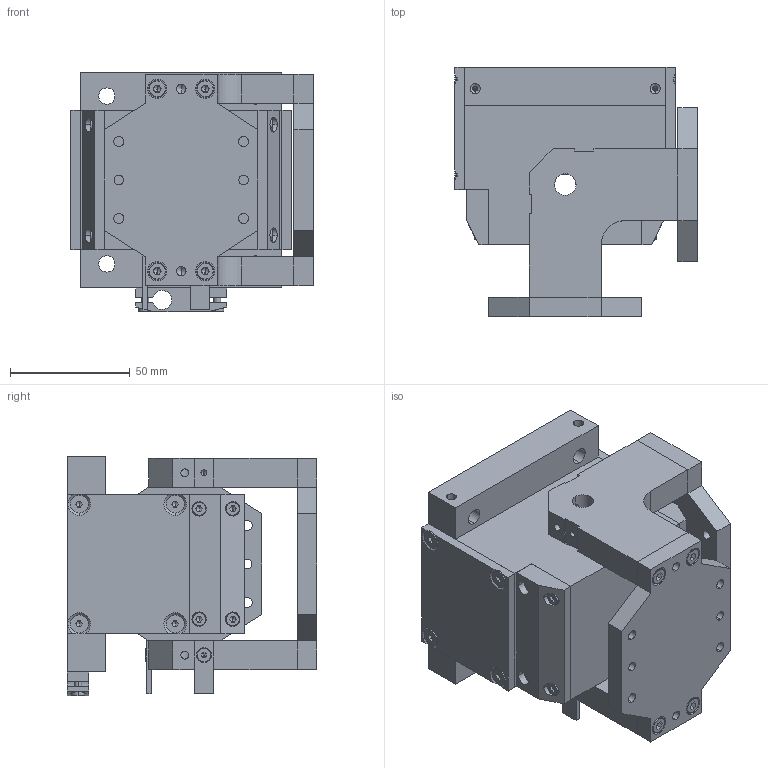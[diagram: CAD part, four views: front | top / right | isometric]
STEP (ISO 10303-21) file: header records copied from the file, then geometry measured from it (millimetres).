
FILE_DESCRIPTION (( 'STEP AP214' ), '1' );
FILE_NAME ('ROS 040.STEP', '2012-03-09T08:20:10', ( 'xw4600' ), ( '' ), 'SwSTEP 2.0', 'SolidWorks 2010', '' );
FILE_SCHEMA (( 'AUTOMOTIVE_DESIGN' ));
Length unit declared in the file: millimetre
Products named in the file (13): DMT-ROS 040-01_Default; DMT-ROS 040-05_Default; DMT-ROS 040-06_Default; DMT-ROS 040-07_Default; DMT-ROS 040-08_Default; DMT-ROS 040-09_Default; DMT-ROS 040-10_Default; SHOCK ABSORBER(MAKS1210A)_Default; BB M4 x 10_PreviewCfg; ISO 10642 - M4 x 5 --- 5N_PreviewCfg; ISO 10642 - M3 x 8 --- 8N_PreviewCfg; BB M3 x 10_PreviewCfg; ROS 040
Assembly tree (42 placements, depth 2):
  ROS 040
    DMT-ROS 040-10_Default  x2
    ISO 10642 - M4 x 5 --- 5N_PreviewCfg  x8
    DMT-ROS 040-05_Default  x2
    BB M4 x 10_PreviewCfg  x8
    BB M3 x 10_PreviewCfg  x11
    DMT-ROS 040-09_Default
    DMT-ROS 040-01_Default
    DMT-ROS 040-08_Default  x2
    DMT-ROS 040-07_Default  x2
    DMT-ROS 040-06_Default  x2
    ISO 10642 - M3 x 8 --- 8N_PreviewCfg  x2
    SHOCK ABSORBER(MAKS1210A)_Default
Bounding box: 101 x 104 x 100 mm (x, y, z)
Volume: 395760.7 mm3; surface area: 133731.6 mm2
Topology: 46 solids, 46 shells, 1416 faces, 3233 edges, 1878 vertices
Faces by surface type: plane 595, cylinder 437, cone 248, torus 136
Entity records: 16354 total; most frequent: CARTESIAN_POINT 3017, DIRECTION 2672, ORIENTED_EDGE 2260, EDGE_CURVE 1130, AXIS2_PLACEMENT_3D 1030, VERTEX_POINT 713, EDGE_LOOP 629, LINE 612
